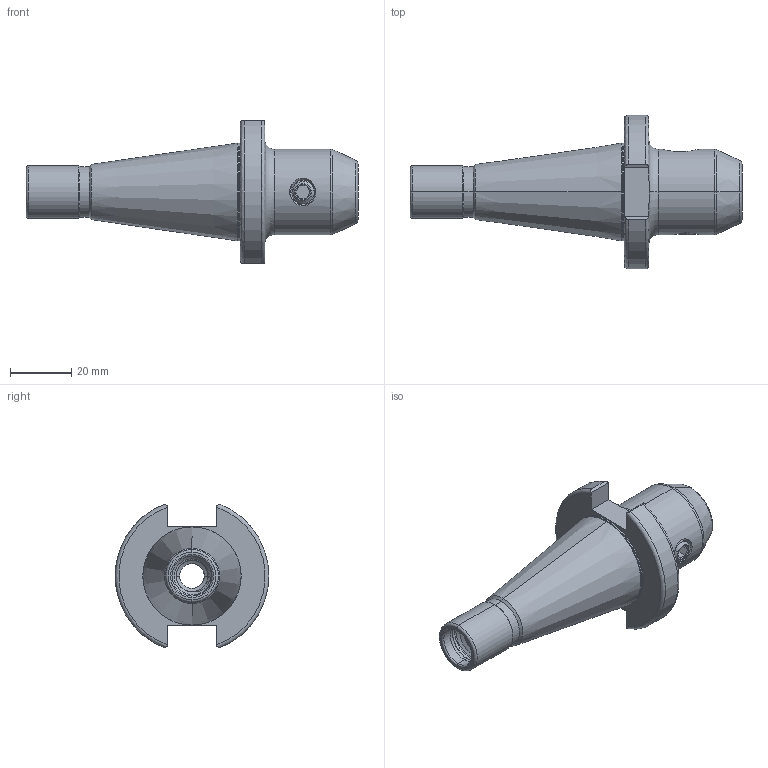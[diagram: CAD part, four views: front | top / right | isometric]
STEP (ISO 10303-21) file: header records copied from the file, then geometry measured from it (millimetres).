
FILE_DESCRIPTION (( 'STEP AP203' ), '1' );
FILE_NAME ('301.04.08.STEP', '2016-11-26T04:00:16', ( '' ), ( '' ), 'SwSTEP 2.0', 'SolidWorks 2012', '' );
FILE_SCHEMA (( 'CONFIG_CONTROL_DESIGN' ));
Length unit declared in the file: millimetre
Products named in the file (3): 301.04.08; 側固8_M8x1.25_10L
Assembly tree (2 placements, depth 2):
  301.04.08
    301.04.08
    側固8_M8x1.25_10L
Bounding box: 108.4 x 50.2 x 46.86 mm (x, y, z)
Volume: 51868.2 mm3; surface area: 16046.2 mm2
Topology: 2 solids, 2 shells, 165 faces, 435 edges, 276 vertices
Faces by surface type: cylinder 67, cone 26, plane 26, torus 24, bspline 20, sphere 2
Entity records: 14796 total; most frequent: CARTESIAN_POINT 10928, ORIENTED_EDGE 866, DIRECTION 632, EDGE_CURVE 433, VERTEX_POINT 276, AXIS2_PLACEMENT_3D 251, EDGE_LOOP 173, FACE_OUTER_BOUND 165
